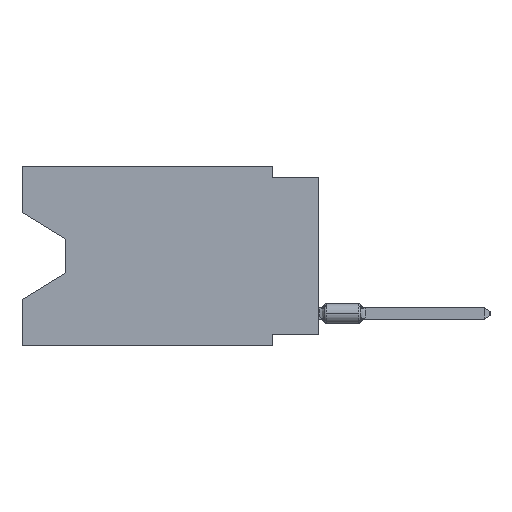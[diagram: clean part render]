
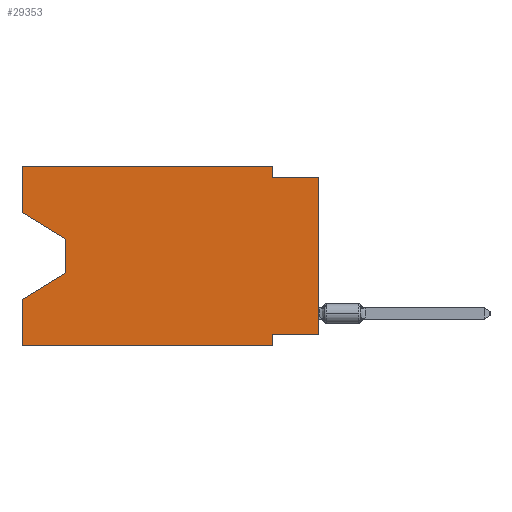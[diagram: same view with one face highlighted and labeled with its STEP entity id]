
A CAD part, left-side view. The second image highlights one B-rep face of the part: STEP entity #29353.
In plain terms, the highlighted planar face has unit normal (-1, 0, 0).
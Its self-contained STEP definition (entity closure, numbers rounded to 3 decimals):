
#428 = DIRECTION ( 'NONE',  ( 0., 0., -1. ) ) ;
#469 = CARTESIAN_POINT ( 'NONE',  ( 0., 13.97, -5.893 ) ) ;
#676 = LINE ( 'NONE', #22343, #43148 ) ;
#771 = ORIENTED_EDGE ( 'NONE', *, *, #20027, .F. ) ;
#1005 = VECTOR ( 'NONE', #37669, 1000. ) ;
#1289 = VECTOR ( 'NONE', #8168, 1000. ) ;
#1305 = CARTESIAN_POINT ( 'NONE',  ( 0., 2.54, -0.635 ) ) ;
#1645 = CARTESIAN_POINT ( 'NONE',  ( 0., 2.54, -9.906 ) ) ;
#2574 = EDGE_CURVE ( 'NONE', #43016, #10744, #23961, .T. ) ;
#3024 = VECTOR ( 'NONE', #28662, 1000. ) ;
#4367 = LINE ( 'NONE', #44568, #1289 ) ;
#5594 = ORIENTED_EDGE ( 'NONE', *, *, #27252, .F. ) ;
#5883 = CARTESIAN_POINT ( 'NONE',  ( 0., 16.383, -2.546 ) ) ;
#6366 = CARTESIAN_POINT ( 'NONE',  ( 0., 16.383, -7.36 ) ) ;
#6464 = VERTEX_POINT ( 'NONE', #40100 ) ;
#6723 = CARTESIAN_POINT ( 'NONE',  ( 0., 16.383, -9.906 ) ) ;
#7210 = VERTEX_POINT ( 'NONE', #7977 ) ;
#7470 = LINE ( 'NONE', #22012, #23686 ) ;
#7567 = DIRECTION ( 'NONE',  ( 0., 1., 0. ) ) ;
#7710 = LINE ( 'NONE', #32214, #3024 ) ;
#7977 = CARTESIAN_POINT ( 'NONE',  ( 0., 0., -9.271 ) ) ;
#8168 = DIRECTION ( 'NONE',  ( 0., -0.855, -0.519 ) ) ;
#8367 = ORIENTED_EDGE ( 'NONE', *, *, #28918, .T. ) ;
#9258 = VECTOR ( 'NONE', #21001, 1000. ) ;
#9664 = VERTEX_POINT ( 'NONE', #1645 ) ;
#10135 = DIRECTION ( 'NONE',  ( 0., 0.855, -0.519 ) ) ;
#10396 = DIRECTION ( 'NONE',  ( 0., 0., 1. ) ) ;
#10597 = DIRECTION ( 'NONE',  ( 0., -1., 0. ) ) ;
#10642 = CARTESIAN_POINT ( 'NONE',  ( 0., 16.383, 0. ) ) ;
#10744 = VERTEX_POINT ( 'NONE', #469 ) ;
#10816 = VECTOR ( 'NONE', #10396, 1000. ) ;
#10894 = LINE ( 'NONE', #35879, #31482 ) ;
#10953 = VERTEX_POINT ( 'NONE', #6723 ) ;
#11013 = FACE_OUTER_BOUND ( 'NONE', #20068, .T. ) ;
#11242 = CARTESIAN_POINT ( 'NONE',  ( 0., 16.383, 0. ) ) ;
#13364 = VERTEX_POINT ( 'NONE', #5883 ) ;
#13389 = VECTOR ( 'NONE', #10135, 1000. ) ;
#13391 = CARTESIAN_POINT ( 'NONE',  ( 0., 16.383, 0. ) ) ;
#13461 = CARTESIAN_POINT ( 'NONE',  ( 0., 13.97, -4.013 ) ) ;
#13722 = LINE ( 'NONE', #28236, #13389 ) ;
#15520 = EDGE_CURVE ( 'NONE', #6464, #9664, #7710, .T. ) ;
#15615 = ORIENTED_EDGE ( 'NONE', *, *, #2574, .T. ) ;
#16953 = ORIENTED_EDGE ( 'NONE', *, *, #15520, .F. ) ;
#17268 = EDGE_CURVE ( 'NONE', #10953, #19484, #39548, .T. ) ;
#18187 = EDGE_CURVE ( 'NONE', #13364, #19480, #32994, .T. ) ;
#18206 = DIRECTION ( 'NONE',  ( 0., -1., 0. ) ) ;
#18526 = ORIENTED_EDGE ( 'NONE', *, *, #17268, .F. ) ;
#19480 = VERTEX_POINT ( 'NONE', #29963 ) ;
#19484 = VERTEX_POINT ( 'NONE', #6366 ) ;
#19872 = ORIENTED_EDGE ( 'NONE', *, *, #21825, .T. ) ;
#20027 = EDGE_CURVE ( 'NONE', #19480, #22506, #7470, .T. ) ;
#20068 = EDGE_LOOP ( 'NONE', ( #43715, #15615, #8367, #18526, #42729, #16953, #5594, #19872, #35713, #25603, #771, #30230 ) ) ;
#21001 = DIRECTION ( 'NONE',  ( 0., 0., 1. ) ) ;
#21315 = LINE ( 'NONE', #32460, #30131 ) ;
#21825 = EDGE_CURVE ( 'NONE', #7210, #22275, #30552, .T. ) ;
#22012 = CARTESIAN_POINT ( 'NONE',  ( 0., 16.383, 0. ) ) ;
#22216 = DIRECTION ( 'NONE',  ( 1., 0., 0. ) ) ;
#22275 = VERTEX_POINT ( 'NONE', #42269 ) ;
#22343 = CARTESIAN_POINT ( 'NONE',  ( 0., 2.54, 0. ) ) ;
#22450 = DIRECTION ( 'NONE',  ( 0., 0., -1. ) ) ;
#22506 = VERTEX_POINT ( 'NONE', #38529 ) ;
#23440 = VECTOR ( 'NONE', #27282, 1000. ) ;
#23686 = VECTOR ( 'NONE', #18206, 1000. ) ;
#23961 = LINE ( 'NONE', #13461, #23440 ) ;
#25483 = VECTOR ( 'NONE', #30724, 1000. ) ;
#25603 = ORIENTED_EDGE ( 'NONE', *, *, #39966, .F. ) ;
#27252 = EDGE_CURVE ( 'NONE', #7210, #6464, #10894, .T. ) ;
#27282 = DIRECTION ( 'NONE',  ( 0., 0., -1. ) ) ;
#28236 = CARTESIAN_POINT ( 'NONE',  ( 0., 13.97, -5.893 ) ) ;
#28662 = DIRECTION ( 'NONE',  ( 0., 0., -1. ) ) ;
#28918 = EDGE_CURVE ( 'NONE', #10744, #19484, #13722, .T. ) ;
#28969 = VERTEX_POINT ( 'NONE', #1305 ) ;
#29353 = ADVANCED_FACE ( 'NONE', ( #11013 ), #43834, .F. ) ;
#29963 = CARTESIAN_POINT ( 'NONE',  ( 0., 16.383, 0. ) ) ;
#30131 = VECTOR ( 'NONE', #10597, 1000. ) ;
#30230 = ORIENTED_EDGE ( 'NONE', *, *, #18187, .F. ) ;
#30552 = LINE ( 'NONE', #30994, #1005 ) ;
#30716 = EDGE_CURVE ( 'NONE', #10953, #9664, #21315, .T. ) ;
#30724 = DIRECTION ( 'NONE',  ( 0., -1., 0. ) ) ;
#30994 = CARTESIAN_POINT ( 'NONE',  ( 0., 0., 0. ) ) ;
#31421 = LINE ( 'NONE', #34997, #25483 ) ;
#31482 = VECTOR ( 'NONE', #7567, 1000. ) ;
#32214 = CARTESIAN_POINT ( 'NONE',  ( 0., 2.54, -9.906 ) ) ;
#32460 = CARTESIAN_POINT ( 'NONE',  ( 0., 16.383, -9.906 ) ) ;
#32994 = LINE ( 'NONE', #10642, #10816 ) ;
#34340 = EDGE_CURVE ( 'NONE', #28969, #22275, #31421, .T. ) ;
#34997 = CARTESIAN_POINT ( 'NONE',  ( 0., 0., -0.635 ) ) ;
#35713 = ORIENTED_EDGE ( 'NONE', *, *, #34340, .F. ) ;
#35879 = CARTESIAN_POINT ( 'NONE',  ( 0., 0., -9.271 ) ) ;
#37669 = DIRECTION ( 'NONE',  ( 0., 0., 1. ) ) ;
#38529 = CARTESIAN_POINT ( 'NONE',  ( 0., 2.54, 0. ) ) ;
#39105 = EDGE_CURVE ( 'NONE', #13364, #43016, #4367, .T. ) ;
#39231 = AXIS2_PLACEMENT_3D ( 'NONE', #11242, #22216, #22450 ) ;
#39548 = LINE ( 'NONE', #13391, #9258 ) ;
#39966 = EDGE_CURVE ( 'NONE', #22506, #28969, #676, .T. ) ;
#40100 = CARTESIAN_POINT ( 'NONE',  ( 0., 2.54, -9.271 ) ) ;
#42269 = CARTESIAN_POINT ( 'NONE',  ( 0., 0., -0.635 ) ) ;
#42729 = ORIENTED_EDGE ( 'NONE', *, *, #30716, .T. ) ;
#43016 = VERTEX_POINT ( 'NONE', #44120 ) ;
#43148 = VECTOR ( 'NONE', #428, 1000. ) ;
#43715 = ORIENTED_EDGE ( 'NONE', *, *, #39105, .T. ) ;
#43834 = PLANE ( 'NONE',  #39231 ) ;
#44120 = CARTESIAN_POINT ( 'NONE',  ( 0., 13.97, -4.013 ) ) ;
#44568 = CARTESIAN_POINT ( 'NONE',  ( 0., 16.383, -2.546 ) ) ;
